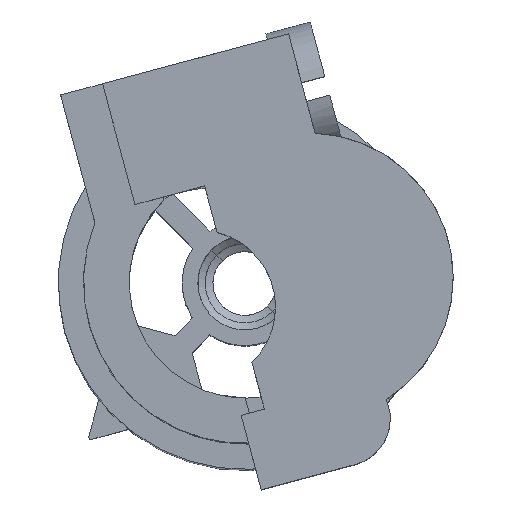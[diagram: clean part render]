
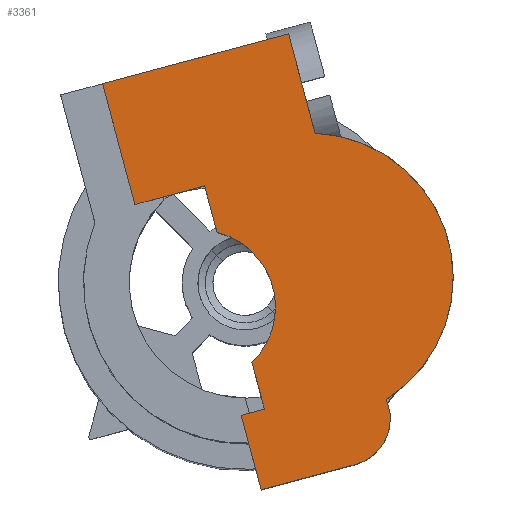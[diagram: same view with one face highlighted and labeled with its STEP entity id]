
A CAD part, top view. The second image highlights one B-rep face of the part: STEP entity #3361.
In plain terms, the highlighted planar face has unit normal (0, 0, 1).
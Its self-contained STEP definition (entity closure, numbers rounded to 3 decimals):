
#2359=AXIS2_PLACEMENT_3D('Circle Axis2P3D',#2357,#2358,$) ;
#2376=AXIS2_PLACEMENT_3D('Circle Axis2P3D',#2374,#2375,$) ;
#3305=AXIS2_PLACEMENT_3D('Plane Axis2P3D',#3302,#3303,#3304) ;
#3318=AXIS2_PLACEMENT_3D('Circle Axis2P3D',#3316,#3317,$) ;
#3337=AXIS2_PLACEMENT_3D('Circle Axis2P3D',#3335,#3336,$) ;
#2120=CARTESIAN_POINT('Vertex',(1.838,16.869,46.25)) ;
#2123=CARTESIAN_POINT('Line Origine',(5.702,17.904,46.25)) ;
#2127=CARTESIAN_POINT('Vertex',(9.565,18.94,46.25)) ;
#2238=CARTESIAN_POINT('Line Origine',(10.119,16.874,46.25)) ;
#2242=CARTESIAN_POINT('Vertex',(10.673,14.808,46.25)) ;
#2298=CARTESIAN_POINT('Vertex',(13.782,3.202,46.25)) ;
#2326=CARTESIAN_POINT('Vertex',(13.635,3.753,46.25)) ;
#2329=CARTESIAN_POINT('Line Origine',(13.709,3.477,46.25)) ;
#2354=CARTESIAN_POINT('Vertex',(12.314,1.033,46.25)) ;
#2357=CARTESIAN_POINT('Axis2P3D Location',(11.796,2.965,46.25)) ;
#2374=CARTESIAN_POINT('Axis2P3D Location',(11.796,2.965,46.25)) ;
#2378=CARTESIAN_POINT('Vertex',(12.144,0.995,46.25)) ;
#2398=CARTESIAN_POINT('Line Origine',(10.286,0.498,46.25)) ;
#2402=CARTESIAN_POINT('Vertex',(8.429,0.,46.25)) ;
#2422=CARTESIAN_POINT('Line Origine',(8.015,1.546,46.25)) ;
#2426=CARTESIAN_POINT('Vertex',(7.6,3.091,46.25)) ;
#3287=CARTESIAN_POINT('Vertex',(3.184,11.846,46.25)) ;
#3290=CARTESIAN_POINT('Line Origine',(2.511,14.358,46.25)) ;
#3302=CARTESIAN_POINT('Axis2P3D Location',(10.507,8.839,46.25)) ;
#3307=CARTESIAN_POINT('Line Origine',(6.34,11.657,46.25)) ;
#3311=CARTESIAN_POINT('Vertex',(6.082,12.623,46.25)) ;
#3313=CARTESIAN_POINT('Vertex',(6.599,10.691,46.25)) ;
#3316=CARTESIAN_POINT('Axis2P3D Location',(5.828,7.585,46.25)) ;
#3320=CARTESIAN_POINT('Vertex',(8.049,5.282,46.25)) ;
#3323=CARTESIAN_POINT('Line Origine',(8.308,4.316,46.25)) ;
#3327=CARTESIAN_POINT('Vertex',(8.566,3.35,46.25)) ;
#3330=CARTESIAN_POINT('Line Origine',(8.083,3.22,46.25)) ;
#3335=CARTESIAN_POINT('Axis2P3D Location',(10.411,8.813,46.25)) ;
#3340=CARTESIAN_POINT('Line Origine',(4.633,12.235,46.25)) ;
#2124=DIRECTION('Vector Direction',(-0.966,-0.259,0.)) ;
#2239=DIRECTION('Vector Direction',(-0.259,0.966,0.)) ;
#2330=DIRECTION('Vector Direction',(0.259,-0.966,0.)) ;
#2358=DIRECTION('Axis2P3D Direction',(0.,-0.,1.)) ;
#2375=DIRECTION('Axis2P3D Direction',(0.,-0.,1.)) ;
#2399=DIRECTION('Vector Direction',(0.966,0.259,0.)) ;
#2423=DIRECTION('Vector Direction',(0.259,-0.966,0.)) ;
#3291=DIRECTION('Vector Direction',(0.259,-0.966,0.)) ;
#3303=DIRECTION('Axis2P3D Direction',(-0.,0.,1.)) ;
#3304=DIRECTION('Axis2P3D XDirection',(0.259,-0.966,0.)) ;
#3308=DIRECTION('Vector Direction',(0.259,-0.966,0.)) ;
#3317=DIRECTION('Axis2P3D Direction',(-0.,0.,1.)) ;
#3324=DIRECTION('Vector Direction',(0.259,-0.966,0.)) ;
#3331=DIRECTION('Vector Direction',(-0.966,-0.259,0.)) ;
#3336=DIRECTION('Axis2P3D Direction',(-0.,0.,1.)) ;
#3341=DIRECTION('Vector Direction',(0.966,0.259,0.)) ;
#2125=VECTOR('Line Direction',#2124,1.) ;
#2240=VECTOR('Line Direction',#2239,1.) ;
#2331=VECTOR('Line Direction',#2330,1.) ;
#2400=VECTOR('Line Direction',#2399,1.) ;
#2424=VECTOR('Line Direction',#2423,1.) ;
#3292=VECTOR('Line Direction',#3291,1.) ;
#3309=VECTOR('Line Direction',#3308,1.) ;
#3325=VECTOR('Line Direction',#3324,1.) ;
#3332=VECTOR('Line Direction',#3331,1.) ;
#3342=VECTOR('Line Direction',#3341,1.) ;
#3346=ORIENTED_EDGE('',*,*,#3315,.T.) ;
#3347=ORIENTED_EDGE('',*,*,#3322,.F.) ;
#3348=ORIENTED_EDGE('',*,*,#3329,.T.) ;
#3349=ORIENTED_EDGE('',*,*,#3334,.T.) ;
#3350=ORIENTED_EDGE('',*,*,#2428,.T.) ;
#3351=ORIENTED_EDGE('',*,*,#2404,.T.) ;
#3352=ORIENTED_EDGE('',*,*,#2380,.T.) ;
#3353=ORIENTED_EDGE('',*,*,#2361,.T.) ;
#3354=ORIENTED_EDGE('',*,*,#2333,.F.) ;
#3355=ORIENTED_EDGE('',*,*,#3339,.T.) ;
#3356=ORIENTED_EDGE('',*,*,#2244,.T.) ;
#3357=ORIENTED_EDGE('',*,*,#2129,.T.) ;
#3358=ORIENTED_EDGE('',*,*,#3294,.T.) ;
#3359=ORIENTED_EDGE('',*,*,#3344,.T.) ;
#3361=ADVANCED_FACE('Hauptkkoerper',(#3360),#3306,.T.) ;
#2360=CIRCLE('generated circle',#2359,2.) ;
#2377=CIRCLE('generated circle',#2376,2.) ;
#3319=CIRCLE('generated circle',#3318,3.2) ;
#3338=CIRCLE('generated circle',#3337,6.) ;
#2129=EDGE_CURVE('',#2128,#2121,#2126,.T.) ;
#2244=EDGE_CURVE('',#2243,#2128,#2241,.T.) ;
#2333=EDGE_CURVE('',#2327,#2299,#2332,.T.) ;
#2361=EDGE_CURVE('',#2355,#2299,#2360,.T.) ;
#2380=EDGE_CURVE('',#2379,#2355,#2377,.T.) ;
#2404=EDGE_CURVE('',#2403,#2379,#2401,.T.) ;
#2428=EDGE_CURVE('',#2427,#2403,#2425,.T.) ;
#3294=EDGE_CURVE('',#2121,#3288,#3293,.T.) ;
#3315=EDGE_CURVE('',#3312,#3314,#3310,.T.) ;
#3322=EDGE_CURVE('',#3321,#3314,#3319,.T.) ;
#3329=EDGE_CURVE('',#3321,#3328,#3326,.T.) ;
#3334=EDGE_CURVE('',#3328,#2427,#3333,.T.) ;
#3339=EDGE_CURVE('',#2327,#2243,#3338,.T.) ;
#3344=EDGE_CURVE('',#3288,#3312,#3343,.T.) ;
#3345=EDGE_LOOP('',(#3346,#3347,#3348,#3349,#3350,#3351,#3352,#3353,#3354,#3355,#3356,#3357,#3358,#3359)) ;
#3360=FACE_OUTER_BOUND('',#3345,.T.) ;
#2126=LINE('Line',#2123,#2125) ;
#2241=LINE('Line',#2238,#2240) ;
#2332=LINE('Line',#2329,#2331) ;
#2401=LINE('Line',#2398,#2400) ;
#2425=LINE('Line',#2422,#2424) ;
#3293=LINE('Line',#3290,#3292) ;
#3310=LINE('Line',#3307,#3309) ;
#3326=LINE('Line',#3323,#3325) ;
#3333=LINE('Line',#3330,#3332) ;
#3343=LINE('Line',#3340,#3342) ;
#3306=PLANE('',#3305) ;
#2121=VERTEX_POINT('',#2120) ;
#2128=VERTEX_POINT('',#2127) ;
#2243=VERTEX_POINT('',#2242) ;
#2299=VERTEX_POINT('',#2298) ;
#2327=VERTEX_POINT('',#2326) ;
#2355=VERTEX_POINT('',#2354) ;
#2379=VERTEX_POINT('',#2378) ;
#2403=VERTEX_POINT('',#2402) ;
#2427=VERTEX_POINT('',#2426) ;
#3288=VERTEX_POINT('',#3287) ;
#3312=VERTEX_POINT('',#3311) ;
#3314=VERTEX_POINT('',#3313) ;
#3321=VERTEX_POINT('',#3320) ;
#3328=VERTEX_POINT('',#3327) ;
